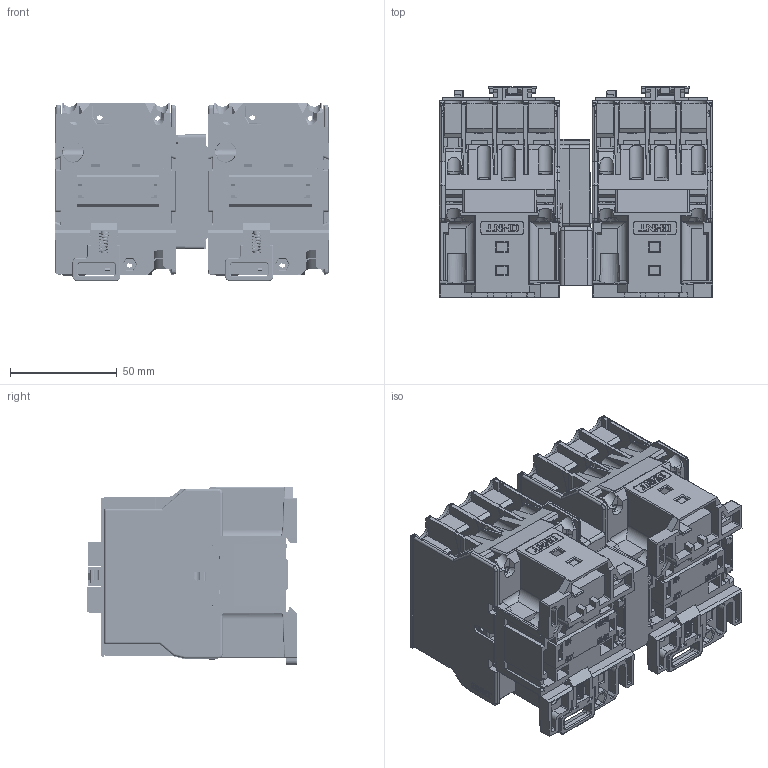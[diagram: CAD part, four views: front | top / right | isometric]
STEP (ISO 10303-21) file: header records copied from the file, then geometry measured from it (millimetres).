
FILE_DESCRIPTION((''),'2;1');
FILE_NAME('NC1-32N','2022-04-21T10:41:14',('zhengmc'),(''),'CREO PARAMETRIC BY PTC INC, 2020044','CREO PARAMETRIC BY PTC INC, 2020044','');
FILE_SCHEMA(('CONFIG_CONTROL_DESIGN','SHAPE_APPEARANCE_LAYERS_GROUPS'));
Products named in the file (1): NC1-32N
Bounding box: 128 x 98.7 x 83.3 mm (x, y, z)
Volume: 469958.1 mm3; surface area: 259297.8 mm2
Topology: 4 solids, 6 shells, 8712 faces, 25210 edges, 16331 vertices
Faces by surface type: plane 6784, cylinder 1308, extrusion 340, bspline 98, sphere 86, torus 54, cone 42
Entity records: 354276 total; most frequent: CARTESIAN_POINT 86577, ORIENTED_EDGE 50396, DIRECTION 42256, EDGE_CURVE 25198, VECTOR 21276, LINE 20936, VERTEX_POINT 16331, AXIS2_PLACEMENT_3D 10490
